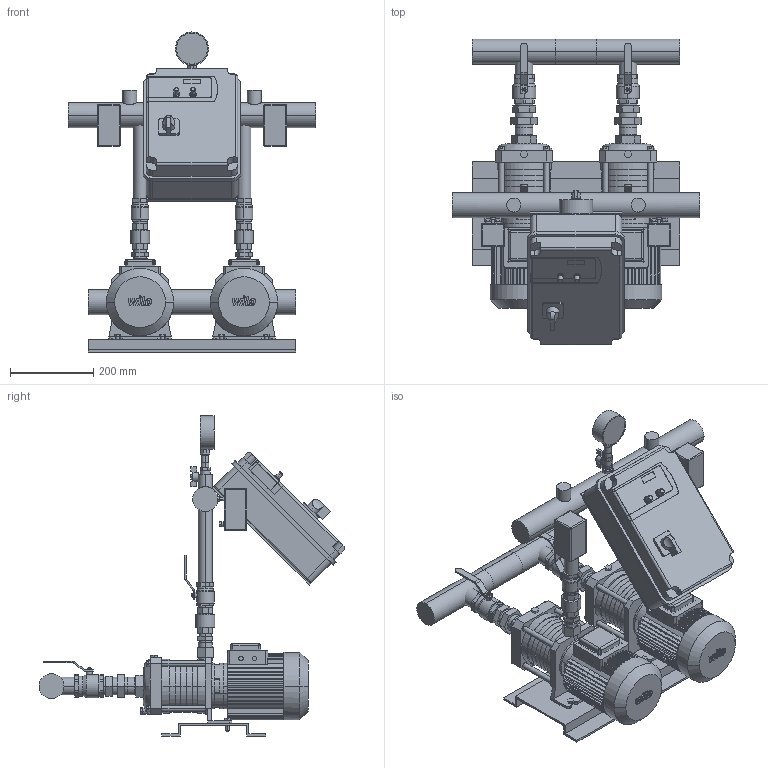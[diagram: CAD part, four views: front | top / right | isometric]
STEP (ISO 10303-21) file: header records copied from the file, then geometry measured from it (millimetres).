
FILE_DESCRIPTION((''),'2;1');
FILE_NAME('3d_COE-2MHIL505-DM_BC-4164943.stp','2013-06-13T12:46:17',(''),(''),'Mechanical Desktop 2009','Mechanical Desktop 2009',', , ');
FILE_SCHEMA(('CONFIG_CONTROL_DESIGN'));
Length unit declared in the file: millimetre
Products named in the file (1): Product
Bounding box: 595 x 736.26 x 770 mm (x, y, z)
Volume: 29673061.9 mm3; surface area: 2514920.1 mm2
Topology: 70 solids, 70 shells, 1930 faces, 4856 edges, 3147 vertices
Faces by surface type: plane 977, cylinder 606, bspline 261, cone 38, sphere 28, torus 20
Full cylindrical faces by diameter (mm): 80 x1
Entity records: 59913 total; most frequent: CARTESIAN_POINT 13633, ORIENTED_EDGE 9682, DIRECTION 9403, EDGE_CURVE 4841, VERTEX_POINT 3147, VECTOR 3147, LINE 3147, AXIS2_PLACEMENT_3D 3128
